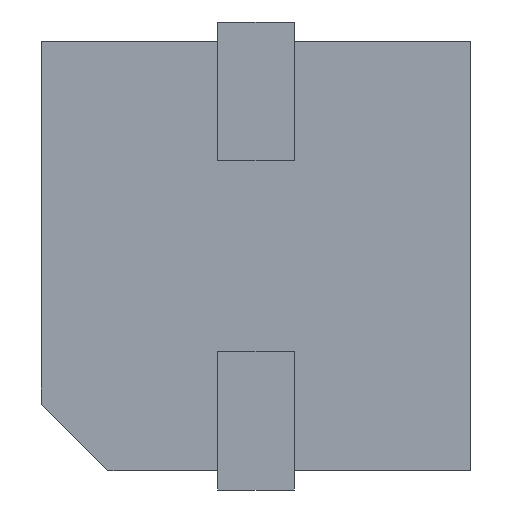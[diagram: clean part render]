
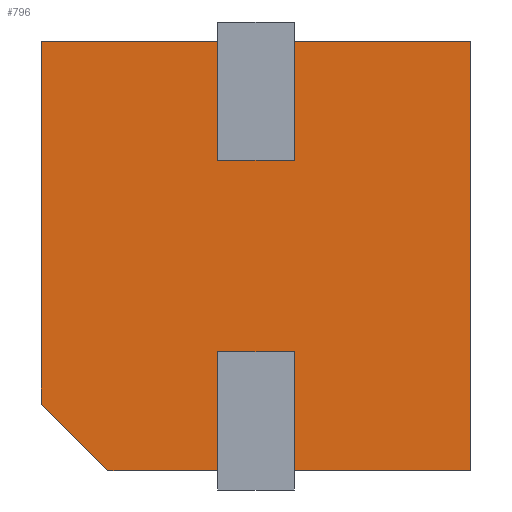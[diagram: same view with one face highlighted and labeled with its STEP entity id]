
A CAD part, front view. The second image highlights one B-rep face of the part: STEP entity #796.
In plain terms, the highlighted planar face has unit normal (0, -1, 0).
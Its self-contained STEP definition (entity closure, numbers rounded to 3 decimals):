
#65=LINE('',#1155,#164);
#68=LINE('',#1159,#167);
#71=LINE('',#1166,#170);
#74=LINE('',#1170,#173);
#75=LINE('',#1173,#174);
#81=LINE('',#1185,#180);
#84=LINE('',#1190,#183);
#86=LINE('',#1195,#185);
#92=LINE('',#1207,#191);
#95=LINE('',#1212,#194);
#109=LINE('',#1241,#208);
#110=LINE('',#1244,#209);
#112=LINE('',#1247,#211);
#164=VECTOR('',#945,2.3);
#167=VECTOR('',#948,3.7);
#170=VECTOR('',#953,3.7);
#173=VECTOR('',#956,3.7);
#174=VECTOR('',#959,2.5);
#180=VECTOR('',#969,2.5);
#183=VECTOR('',#974,1.6);
#185=VECTOR('',#980,2.5);
#191=VECTOR('',#990,2.5);
#194=VECTOR('',#995,1.6);
#208=VECTOR('',#1023,9.);
#209=VECTOR('',#1026,7.6);
#211=VECTOR('',#1030,1.98);
#250=PLANE('',#843);
#323=FACE_OUTER_BOUND('',#370,.T.);
#370=EDGE_LOOP('',(#741,#742,#743,#744,#745,#746,#747,#748,#749,#750,#751,
#752,#753));
#416=VERTEX_POINT('',#1150);
#417=VERTEX_POINT('',#1152);
#418=VERTEX_POINT('',#1154);
#419=VERTEX_POINT('',#1157);
#420=VERTEX_POINT('',#1161);
#421=VERTEX_POINT('',#1163);
#422=VERTEX_POINT('',#1165);
#423=VERTEX_POINT('',#1168);
#424=VERTEX_POINT('',#1172);
#428=VERTEX_POINT('',#1184);
#430=VERTEX_POINT('',#1194);
#434=VERTEX_POINT('',#1206);
#444=VERTEX_POINT('',#1243);
#500=EDGE_CURVE('',#417,#418,#65,.T.);
#503=EDGE_CURVE('',#419,#416,#68,.T.);
#506=EDGE_CURVE('',#421,#422,#71,.T.);
#509=EDGE_CURVE('',#423,#420,#74,.T.);
#510=EDGE_CURVE('',#424,#420,#75,.T.);
#516=EDGE_CURVE('',#421,#428,#81,.T.);
#519=EDGE_CURVE('',#428,#424,#84,.T.);
#521=EDGE_CURVE('',#430,#416,#86,.T.);
#527=EDGE_CURVE('',#417,#434,#92,.T.);
#530=EDGE_CURVE('',#434,#430,#95,.T.);
#544=EDGE_CURVE('',#422,#419,#109,.T.);
#545=EDGE_CURVE('',#444,#423,#110,.T.);
#547=EDGE_CURVE('',#418,#444,#112,.T.);
#741=ORIENTED_EDGE('',*,*,#510,.T.);
#742=ORIENTED_EDGE('',*,*,#509,.F.);
#743=ORIENTED_EDGE('',*,*,#545,.F.);
#744=ORIENTED_EDGE('',*,*,#547,.F.);
#745=ORIENTED_EDGE('',*,*,#500,.F.);
#746=ORIENTED_EDGE('',*,*,#527,.T.);
#747=ORIENTED_EDGE('',*,*,#530,.T.);
#748=ORIENTED_EDGE('',*,*,#521,.T.);
#749=ORIENTED_EDGE('',*,*,#503,.F.);
#750=ORIENTED_EDGE('',*,*,#544,.F.);
#751=ORIENTED_EDGE('',*,*,#506,.F.);
#752=ORIENTED_EDGE('',*,*,#516,.T.);
#753=ORIENTED_EDGE('',*,*,#519,.T.);
#796=ADVANCED_FACE('',(#323),#250,.F.);
#843=AXIS2_PLACEMENT_3D('',#1249,#1033,#1034);
#945=DIRECTION('',(-1.,0.,0.));
#948=DIRECTION('',(-1.,0.,0.));
#953=DIRECTION('',(1.,0.,0.));
#956=DIRECTION('',(1.,0.,0.));
#959=DIRECTION('',(0.,0.,1.));
#969=DIRECTION('',(0.,0.,-1.));
#974=DIRECTION('',(-1.,0.,0.));
#980=DIRECTION('',(0.,0.,-1.));
#990=DIRECTION('',(0.,0.,1.));
#995=DIRECTION('',(1.,0.,0.));
#1023=DIRECTION('',(0.,0.,-1.));
#1026=DIRECTION('',(0.,0.,1.));
#1030=DIRECTION('',(-0.707,0.,0.707));
#1033=DIRECTION('center_axis',(0.,1.,0.));
#1034=DIRECTION('ref_axis',(0.,0.,1.));
#1150=CARTESIAN_POINT('',(-3.7,0.,0.));
#1152=CARTESIAN_POINT('',(-5.3,0.,0.));
#1154=CARTESIAN_POINT('',(-7.6,0.,0.));
#1155=CARTESIAN_POINT('',(0.,0.,0.));
#1157=CARTESIAN_POINT('',(0.,0.,0.));
#1159=CARTESIAN_POINT('',(0.,0.,0.));
#1161=CARTESIAN_POINT('',(-5.3,0.,9.));
#1163=CARTESIAN_POINT('',(-3.7,0.,9.));
#1165=CARTESIAN_POINT('',(0.,0.,9.));
#1166=CARTESIAN_POINT('',(-9.,0.,9.));
#1168=CARTESIAN_POINT('',(-9.,0.,9.));
#1170=CARTESIAN_POINT('',(-9.,0.,9.));
#1172=CARTESIAN_POINT('',(-5.3,0.,6.5));
#1173=CARTESIAN_POINT('',(-5.3,0.,7.008));
#1184=CARTESIAN_POINT('',(-3.7,0.,6.5));
#1185=CARTESIAN_POINT('',(-3.7,0.,5.558));
#1190=CARTESIAN_POINT('',(-4.442,0.,6.5));
#1194=CARTESIAN_POINT('',(-3.7,0.,2.5));
#1195=CARTESIAN_POINT('',(-3.7,0.,2.108));
#1206=CARTESIAN_POINT('',(-5.3,0.,2.5));
#1207=CARTESIAN_POINT('',(-5.3,0.,3.558));
#1212=CARTESIAN_POINT('',(-4.442,0.,2.5));
#1241=CARTESIAN_POINT('',(0.,0.,9.));
#1243=CARTESIAN_POINT('',(-9.,0.,1.4));
#1244=CARTESIAN_POINT('',(-9.,0.,1.4));
#1247=CARTESIAN_POINT('',(-7.6,0.,0.));
#1249=CARTESIAN_POINT('Origin',(-4.384,0.,4.616));
